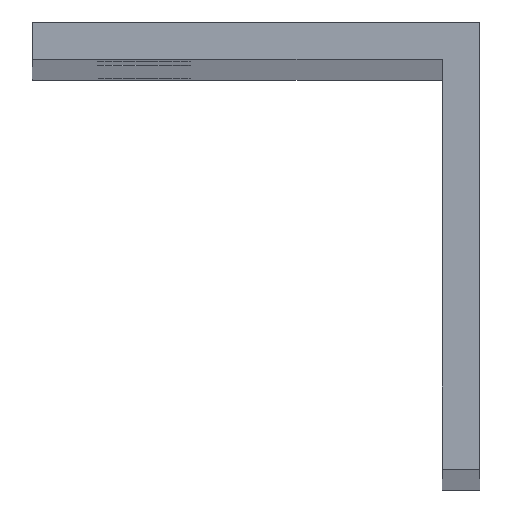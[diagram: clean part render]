
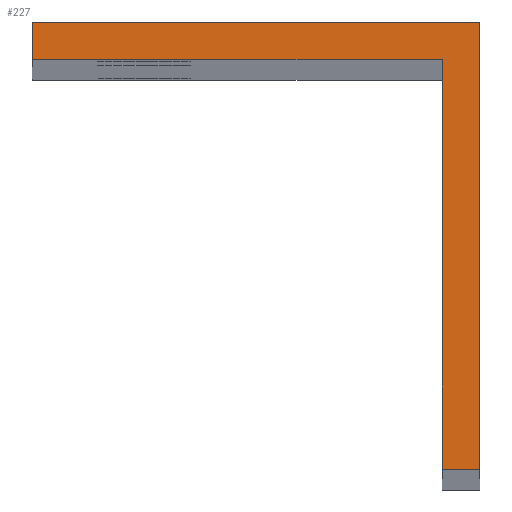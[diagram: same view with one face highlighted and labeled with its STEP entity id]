
A CAD part, top view. The second image highlights one B-rep face of the part: STEP entity #227.
In plain terms, the highlighted planar face has unit normal (0, 0, 1).
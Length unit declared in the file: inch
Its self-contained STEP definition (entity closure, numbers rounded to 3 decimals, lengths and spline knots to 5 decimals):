
#17=LINE('',#357,#35);
#21=LINE('',#364,#39);
#24=LINE('',#370,#42);
#27=LINE('',#376,#45);
#30=LINE('',#382,#48);
#32=LINE('',#385,#50);
#35=VECTOR('',#299,39.37008);
#39=VECTOR('',#305,39.37008);
#42=VECTOR('',#310,39.37008);
#45=VECTOR('',#315,39.37008);
#48=VECTOR('',#320,39.37008);
#50=VECTOR('',#324,39.37008);
#57=PLANE('',#267);
#81=FACE_OUTER_BOUND('',#105,.T.);
#105=EDGE_LOOP('',(#201,#202,#203,#204,#205,#206));
#125=VERTEX_POINT('',#354);
#126=VERTEX_POINT('',#356);
#128=VERTEX_POINT('',#362);
#130=VERTEX_POINT('',#368);
#132=VERTEX_POINT('',#374);
#134=VERTEX_POINT('',#380);
#145=EDGE_CURVE('',#126,#125,#17,.T.);
#149=EDGE_CURVE('',#125,#128,#21,.T.);
#152=EDGE_CURVE('',#128,#130,#24,.T.);
#155=EDGE_CURVE('',#130,#132,#27,.T.);
#158=EDGE_CURVE('',#132,#134,#30,.T.);
#160=EDGE_CURVE('',#134,#126,#32,.T.);
#201=ORIENTED_EDGE('',*,*,#145,.T.);
#202=ORIENTED_EDGE('',*,*,#149,.T.);
#203=ORIENTED_EDGE('',*,*,#152,.T.);
#204=ORIENTED_EDGE('',*,*,#155,.T.);
#205=ORIENTED_EDGE('',*,*,#158,.T.);
#206=ORIENTED_EDGE('',*,*,#160,.T.);
#227=ADVANCED_FACE('',(#81),#57,.T.);
#267=AXIS2_PLACEMENT_3D('',#386,#325,#326);
#299=DIRECTION('',(0.,1.,0.));
#305=DIRECTION('',(-1.,0.,0.));
#310=DIRECTION('',(0.,-1.,0.));
#315=DIRECTION('',(1.,0.,0.));
#320=DIRECTION('',(0.,-1.,0.));
#324=DIRECTION('',(1.,0.,0.));
#325=DIRECTION('center_axis',(0.,0.,1.));
#326=DIRECTION('ref_axis',(1.,0.,0.));
#354=CARTESIAN_POINT('',(0.,0.,40.));
#356=CARTESIAN_POINT('',(0.,-1.5,40.));
#357=CARTESIAN_POINT('',(0.,-1.5,40.));
#362=CARTESIAN_POINT('',(-1.5,0.,40.));
#364=CARTESIAN_POINT('',(0.,0.,40.));
#368=CARTESIAN_POINT('',(-1.5,-0.125,40.));
#370=CARTESIAN_POINT('',(-1.5,0.,40.));
#374=CARTESIAN_POINT('',(-0.125,-0.125,40.));
#376=CARTESIAN_POINT('',(-1.5,-0.125,40.));
#380=CARTESIAN_POINT('',(-0.125,-1.5,40.));
#382=CARTESIAN_POINT('',(-0.125,-0.125,40.));
#385=CARTESIAN_POINT('',(-0.125,-1.5,40.));
#386=CARTESIAN_POINT('Origin',(0.,0.,40.));
